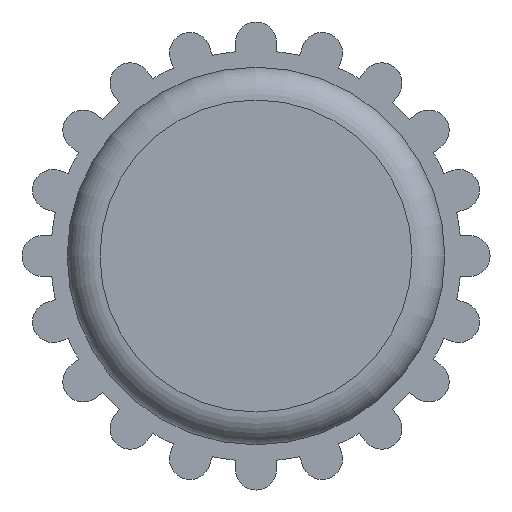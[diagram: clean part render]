
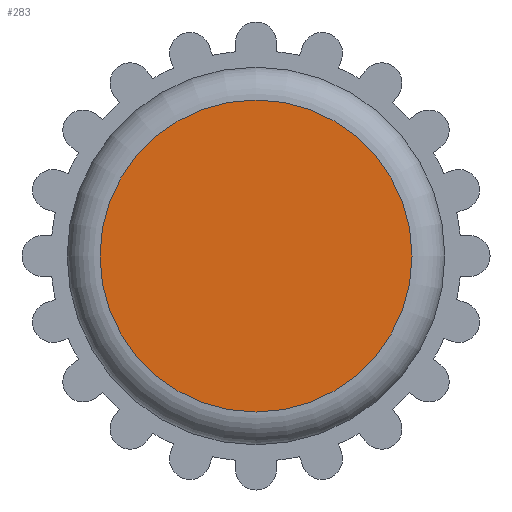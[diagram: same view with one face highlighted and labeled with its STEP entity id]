
A CAD part, front view. The second image highlights one B-rep face of the part: STEP entity #283.
In plain terms, the highlighted planar face has unit normal (0, -1, 0).
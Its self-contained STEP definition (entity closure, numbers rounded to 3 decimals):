
#283 = ADVANCED_FACE( '', ( #565 ), #566, .F. );
#565 = FACE_OUTER_BOUND( '', #838, .T. );
#566 = PLANE( '', #839 );
#838 = EDGE_LOOP( '', ( #1675 ) );
#839 = AXIS2_PLACEMENT_3D( '', #1676, #1677, #1678 );
#1675 = ORIENTED_EDGE( '', *, *, #1818, .T. );
#1676 = CARTESIAN_POINT( '', ( 9.5, 0., 0. ) );
#1677 = DIRECTION( '', ( 0., 1., 0. ) );
#1678 = DIRECTION( '', ( 0., 0., 1. ) );
#1818 = EDGE_CURVE( '', #2258, #2258, #2259, .T. );
#2258 = VERTEX_POINT( '', #2825 );
#2259 = CIRCLE( '', #2826, 9.5 );
#2825 = CARTESIAN_POINT( '', ( 0., 0., -9.5 ) );
#2826 = AXIS2_PLACEMENT_3D( '', #3391, #3392, #3393 );
#3391 = CARTESIAN_POINT( '', ( 0., 0., 0. ) );
#3392 = DIRECTION( '', ( 0., -1., 0. ) );
#3393 = DIRECTION( '', ( 0., 0., -1. ) );
